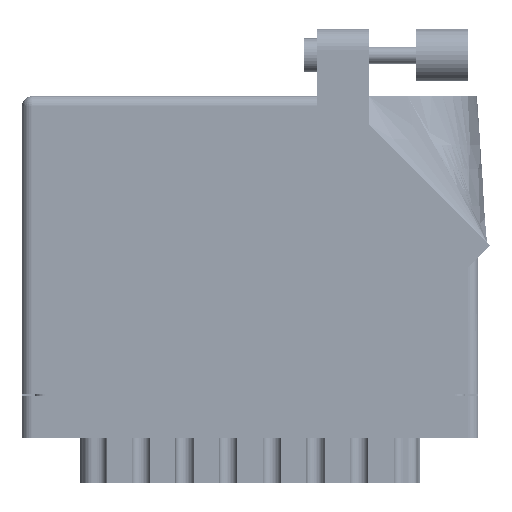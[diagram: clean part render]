
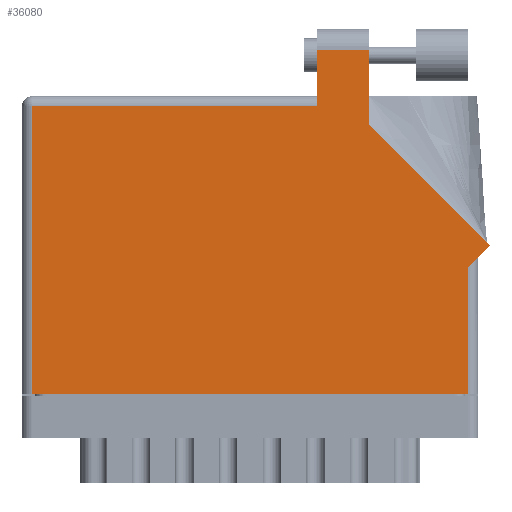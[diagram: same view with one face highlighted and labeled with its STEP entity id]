
A CAD part, front view. The second image highlights one B-rep face of the part: STEP entity #36080.
In plain terms, the highlighted face is planar.
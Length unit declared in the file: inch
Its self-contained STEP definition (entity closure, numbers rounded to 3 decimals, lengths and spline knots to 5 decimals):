
#518 = VERTEX_POINT ( 'NONE', #59475 ) ;
#1285 = VECTOR ( 'NONE', #57421, 39.37008 ) ;
#1616 = ORIENTED_EDGE ( 'NONE', *, *, #9470, .T. ) ;
#2064 = VECTOR ( 'NONE', #68310, 39.37008 ) ;
#4198 = ORIENTED_EDGE ( 'NONE', *, *, #62835, .T. ) ;
#4555 = EDGE_CURVE ( 'NONE', #46432, #9488, #5498, .T. ) ;
#4752 = VECTOR ( 'NONE', #58259, 39.37008 ) ;
#5498 = LINE ( 'NONE', #27179, #66480 ) ;
#5854 = CARTESIAN_POINT ( 'NONE',  ( 0.062, 0., 0. ) ) ;
#6904 = VECTOR ( 'NONE', #53582, 39.37008 ) ;
#9470 = EDGE_CURVE ( 'NONE', #23682, #518, #49296, .T. ) ;
#9488 = VERTEX_POINT ( 'NONE', #21010 ) ;
#12165 = ORIENTED_EDGE ( 'NONE', *, *, #52573, .T. ) ;
#12362 = CARTESIAN_POINT ( 'NONE',  ( 1.758, 1.775, 0. ) ) ;
#13654 = CARTESIAN_POINT ( 'NONE',  ( 0.062, 1.713, 0. ) ) ;
#14015 = PLANE ( 'NONE',  #74890 ) ;
#15739 = CARTESIAN_POINT ( 'NONE',  ( 0., 1.713, 0. ) ) ;
#16165 = VECTOR ( 'NONE', #72406, 39.37008 ) ;
#16540 = VERTEX_POINT ( 'NONE', #62124 ) ;
#17989 = CARTESIAN_POINT ( 'NONE',  ( 2.718, 0.815, 0. ) ) ;
#18289 = CARTESIAN_POINT ( 'NONE',  ( 2.065, 2.05, 0. ) ) ;
#18845 = DIRECTION ( 'NONE',  ( -1., 0., 0. ) ) ;
#20355 = LINE ( 'NONE', #15739, #4752 ) ;
#21010 = CARTESIAN_POINT ( 'NONE',  ( 2.065, 1.60942, 0. ) ) ;
#23682 = VERTEX_POINT ( 'NONE', #5854 ) ;
#24765 = VERTEX_POINT ( 'NONE', #75683 ) ;
#25753 = VECTOR ( 'NONE', #18845, 39.37008 ) ;
#27179 = CARTESIAN_POINT ( 'NONE',  ( 2.78871, 0.88571, 0. ) ) ;
#27364 = CARTESIAN_POINT ( 'NONE',  ( 2.065, 1.60942, 0. ) ) ;
#28310 = VECTOR ( 'NONE', #47835, 39.37008 ) ;
#28839 = VERTEX_POINT ( 'NONE', #36943 ) ;
#29880 = LINE ( 'NONE', #17989, #1285 ) ;
#32187 = DIRECTION ( 'NONE',  ( -1., 0., 0. ) ) ;
#32866 = EDGE_CURVE ( 'NONE', #28839, #46432, #29880, .T. ) ;
#33389 = EDGE_LOOP ( 'NONE', ( #51692, #12165, #52706, #75492, #43824, #1616, #4198, #66877, #37260 ) ) ;
#36080 = ADVANCED_FACE ( 'NONE', ( #65393 ), #14015, .F. ) ;
#36397 = LINE ( 'NONE', #27364, #53990 ) ;
#36943 = CARTESIAN_POINT ( 'NONE',  ( 2.656, 0.753, 0. ) ) ;
#37260 = ORIENTED_EDGE ( 'NONE', *, *, #4555, .T. ) ;
#37949 = CARTESIAN_POINT ( 'NONE',  ( 0., 1.775, 0. ) ) ;
#38867 = DIRECTION ( 'NONE',  ( 0., 1., 0. ) ) ;
#38898 = LINE ( 'NONE', #53898, #25753 ) ;
#41034 = EDGE_CURVE ( 'NONE', #24765, #61690, #20355, .T. ) ;
#43824 = ORIENTED_EDGE ( 'NONE', *, *, #70642, .T. ) ;
#44575 = EDGE_CURVE ( 'NONE', #9488, #70051, #36397, .T. ) ;
#46432 = VERTEX_POINT ( 'NONE', #69707 ) ;
#47835 = DIRECTION ( 'NONE',  ( 0., -1., 0. ) ) ;
#48833 = DIRECTION ( 'NONE',  ( 0., 0., -1. ) ) ;
#49296 = LINE ( 'NONE', #56563, #2064 ) ;
#51692 = ORIENTED_EDGE ( 'NONE', *, *, #44575, .T. ) ;
#52573 = EDGE_CURVE ( 'NONE', #70051, #16540, #38898, .T. ) ;
#52706 = ORIENTED_EDGE ( 'NONE', *, *, #74008, .T. ) ;
#53582 = DIRECTION ( 'NONE',  ( 0., -1., 0. ) ) ;
#53898 = CARTESIAN_POINT ( 'NONE',  ( 1.758, 2.05, 0. ) ) ;
#53990 = VECTOR ( 'NONE', #38867, 39.37008 ) ;
#56137 = LINE ( 'NONE', #58918, #28310 ) ;
#56563 = CARTESIAN_POINT ( 'NONE',  ( 0., 0., 0. ) ) ;
#57421 = DIRECTION ( 'NONE',  ( 0.707, 0.707, 0. ) ) ;
#57933 = LINE ( 'NONE', #60393, #16165 ) ;
#58259 = DIRECTION ( 'NONE',  ( -1., 0., 0. ) ) ;
#58918 = CARTESIAN_POINT ( 'NONE',  ( 0.062, 0., 0. ) ) ;
#59475 = CARTESIAN_POINT ( 'NONE',  ( 2.656, 0., 0. ) ) ;
#60393 = CARTESIAN_POINT ( 'NONE',  ( 2.656, 0.815, 0. ) ) ;
#61690 = VERTEX_POINT ( 'NONE', #13654 ) ;
#62124 = CARTESIAN_POINT ( 'NONE',  ( 1.758, 2.05, 0. ) ) ;
#62835 = EDGE_CURVE ( 'NONE', #518, #28839, #57933, .T. ) ;
#65393 = FACE_OUTER_BOUND ( 'NONE', #33389, .T. ) ;
#66480 = VECTOR ( 'NONE', #68246, 39.37008 ) ;
#66877 = ORIENTED_EDGE ( 'NONE', *, *, #32866, .T. ) ;
#68246 = DIRECTION ( 'NONE',  ( -0.707, 0.707, 0. ) ) ;
#68310 = DIRECTION ( 'NONE',  ( 1., 0., 0. ) ) ;
#69707 = CARTESIAN_POINT ( 'NONE',  ( 2.78871, 0.88571, 0. ) ) ;
#70051 = VERTEX_POINT ( 'NONE', #18289 ) ;
#70642 = EDGE_CURVE ( 'NONE', #61690, #23682, #56137, .T. ) ;
#72406 = DIRECTION ( 'NONE',  ( 0., 1., 0. ) ) ;
#74008 = EDGE_CURVE ( 'NONE', #16540, #24765, #74293, .T. ) ;
#74293 = LINE ( 'NONE', #12362, #6904 ) ;
#74890 = AXIS2_PLACEMENT_3D ( 'NONE', #37949, #48833, #32187 ) ;
#75492 = ORIENTED_EDGE ( 'NONE', *, *, #41034, .T. ) ;
#75683 = CARTESIAN_POINT ( 'NONE',  ( 1.758, 1.713, 0. ) ) ;
